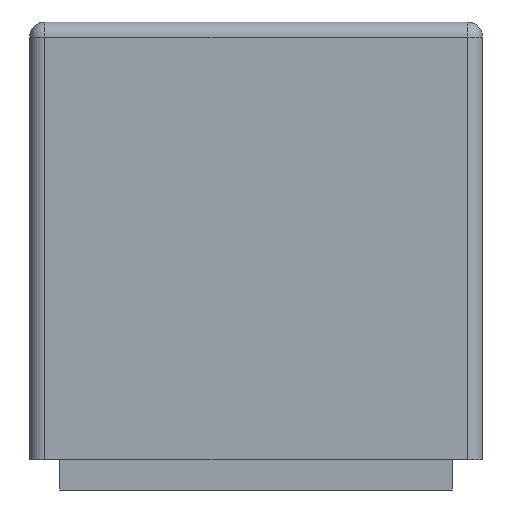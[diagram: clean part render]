
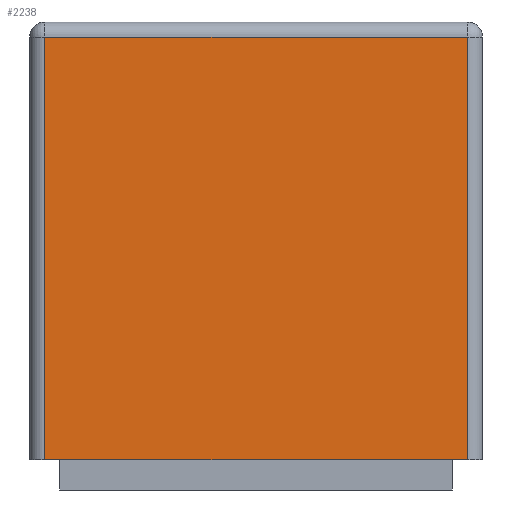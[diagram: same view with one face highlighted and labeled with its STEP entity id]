
A CAD part, left-side view. The second image highlights one B-rep face of the part: STEP entity #2238.
In plain terms, the highlighted planar face has unit normal (-1, 0, 0).
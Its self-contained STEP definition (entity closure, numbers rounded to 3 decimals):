
#256 = CARTESIAN_POINT ( 'NONE',  ( -0.3, -0.14, 0.28 ) ) ;
#465 = PLANE ( 'NONE',  #8949 ) ;
#541 = CARTESIAN_POINT ( 'NONE',  ( -0.3, -0.14, 0. ) ) ;
#613 = ORIENTED_EDGE ( 'NONE', *, *, #2037, .T. ) ;
#694 = DIRECTION ( 'NONE',  ( 0., 1., 0. ) ) ;
#1190 = CARTESIAN_POINT ( 'NONE',  ( -0.3, 0.14, 0.29 ) ) ;
#1257 = EDGE_CURVE ( 'NONE', #5278, #7411, #2685, .T. ) ;
#1285 = VERTEX_POINT ( 'NONE', #1998 ) ;
#1877 = CARTESIAN_POINT ( 'NONE',  ( -0.3, 0.15, 0. ) ) ;
#1998 = CARTESIAN_POINT ( 'NONE',  ( -0.3, 0.14, 0. ) ) ;
#2037 = EDGE_CURVE ( 'NONE', #8532, #5278, #2653, .T. ) ;
#2238 = ADVANCED_FACE ( 'NONE', ( #5177 ), #465, .F. ) ;
#2507 = ORIENTED_EDGE ( 'NONE', *, *, #1257, .T. ) ;
#2653 = LINE ( 'NONE', #4407, #8626 ) ;
#2685 = LINE ( 'NONE', #12265, #5625 ) ;
#3044 = DIRECTION ( 'NONE',  ( 0., 0., -1. ) ) ;
#4052 = VECTOR ( 'NONE', #5570, 1000. ) ;
#4407 = CARTESIAN_POINT ( 'NONE',  ( -0.3, -0.14, 0.29 ) ) ;
#5177 = FACE_OUTER_BOUND ( 'NONE', #8813, .T. ) ;
#5278 = VERTEX_POINT ( 'NONE', #256 ) ;
#5495 = ORIENTED_EDGE ( 'NONE', *, *, #9947, .T. ) ;
#5570 = DIRECTION ( 'NONE',  ( 0., -1., 0. ) ) ;
#5625 = VECTOR ( 'NONE', #694, 1000. ) ;
#6146 = EDGE_CURVE ( 'NONE', #7411, #1285, #10596, .T. ) ;
#6512 = DIRECTION ( 'NONE',  ( 1., 0., 0. ) ) ;
#7411 = VERTEX_POINT ( 'NONE', #9639 ) ;
#8078 = VECTOR ( 'NONE', #3044, 1000. ) ;
#8352 = DIRECTION ( 'NONE',  ( 0., 0., 1. ) ) ;
#8532 = VERTEX_POINT ( 'NONE', #541 ) ;
#8626 = VECTOR ( 'NONE', #8352, 1000. ) ;
#8813 = EDGE_LOOP ( 'NONE', ( #5495, #613, #2507, #8839 ) ) ;
#8839 = ORIENTED_EDGE ( 'NONE', *, *, #6146, .T. ) ;
#8949 = AXIS2_PLACEMENT_3D ( 'NONE', #10274, #6512, #9262 ) ;
#9262 = DIRECTION ( 'NONE',  ( 0., 0., -1. ) ) ;
#9639 = CARTESIAN_POINT ( 'NONE',  ( -0.3, 0.14, 0.28 ) ) ;
#9947 = EDGE_CURVE ( 'NONE', #1285, #8532, #11279, .T. ) ;
#10274 = CARTESIAN_POINT ( 'NONE',  ( -0.3, 0.15, 0.29 ) ) ;
#10596 = LINE ( 'NONE', #1190, #8078 ) ;
#11279 = LINE ( 'NONE', #1877, #4052 ) ;
#12265 = CARTESIAN_POINT ( 'NONE',  ( -0.3, 0.15, 0.28 ) ) ;
